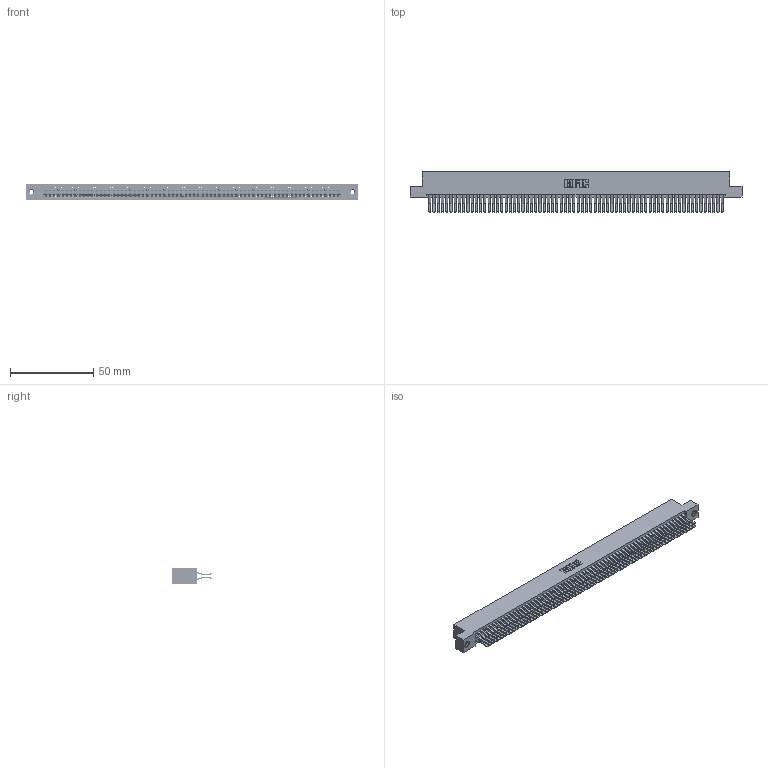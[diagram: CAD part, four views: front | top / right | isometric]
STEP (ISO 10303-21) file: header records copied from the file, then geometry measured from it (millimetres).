
FILE_DESCRIPTION (( 'STEP AP203' ), '1' );
FILE_NAME ('395-140-560-208.STEP', '2019-10-30T03:44:04', ( '' ), ( '' ), 'SwSTEP 2.0', 'SolidWorks 2016', '' );
FILE_SCHEMA (( 'CONFIG_CONTROL_DESIGN' ));
Length unit declared in the file: inch
Products named in the file (4): 345 Part_Flush Mounting Lugs - 0.156 Dia-TI; 345-292-001_560 Tail; 345-250-001_345-250-003-102; 395-140-560-208
Assembly tree (143 placements, depth 2):
  395-140-560-208
    345 Part_Flush Mounting Lugs - 0.156 Dia-TI
    345-292-001_560 Tail  x140
    345-250-001_345-250-003-102  x2
Bounding box: 199.01 x 24.45 x 9.4 mm (x, y, z)
Volume: 20538.8 mm3; surface area: 33154.3 mm2
Topology: 143 solids, 143 shells, 7466 faces, 22172 edges, 14586 vertices
Faces by surface type: plane 4732, cylinder 2718, cone 12, torus 4
Entity records: 52428 total; most frequent: CARTESIAN_POINT 8743, ORIENTED_EDGE 8670, DIRECTION 7705, EDGE_CURVE 4335, VECTOR 3899, LINE 3899, VERTEX_POINT 2884, AXIS2_PLACEMENT_3D 1903
